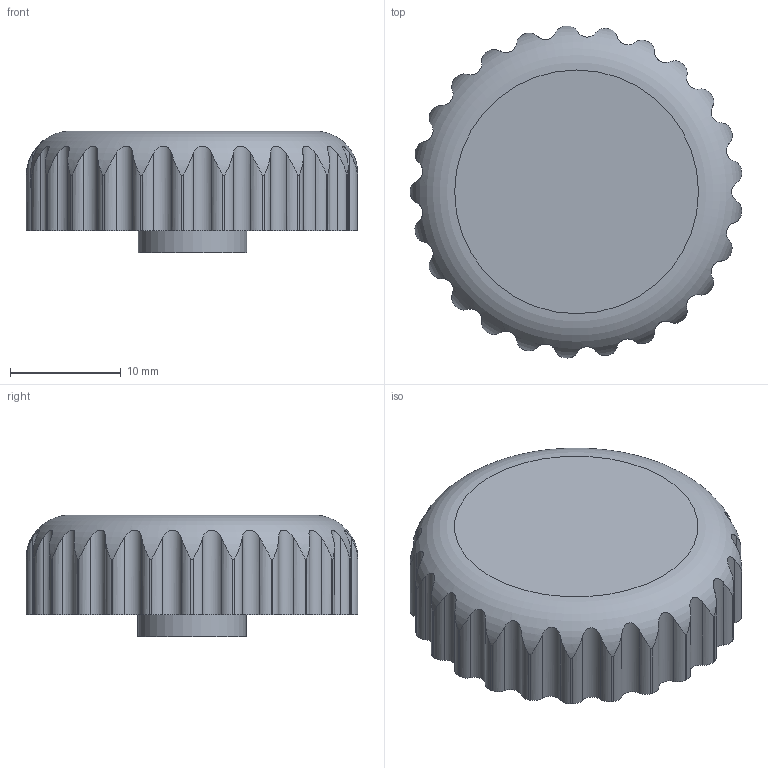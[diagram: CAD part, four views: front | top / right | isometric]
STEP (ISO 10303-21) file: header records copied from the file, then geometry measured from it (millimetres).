
FILE_DESCRIPTION(('FreeCAD Model'),'2;1');
FILE_NAME( 'dial.step', '2017-12-18T11:25:38',('FreeCAD'),('FreeCAD'), 'Open CASCADE STEP processor 7.1','FreeCAD','Unknown');
FILE_SCHEMA(('AUTOMOTIVE_DESIGN { 1 0 10303 214 1 1 1 1 }'));
Length unit declared in the file: millimetre
Products named in the file (2): Open CASCADE STEP translator 7.1 2; Open CASCADE STEP translator 7.1 2.1
Assembly tree (1 placements, depth 2):
  Open CASCADE STEP translator 7.1 2
    Open CASCADE STEP translator 7.1 2.1
Bounding box: 29.9 x 29.95 x 11 mm (x, y, z)
Volume: 5685.5 mm3; surface area: 2376 mm2
Topology: 1 solids, 1 shells, 110 faces, 366 edges, 260 vertices
Faces by surface type: cylinder 103, plane 6, torus 1
Full cylindrical faces by diameter (mm): 9.8 x1
Entity records: 12868 total; most frequent: CARTESIAN_POINT 6434, DIRECTION 998, ORIENTED_EDGE 732, PCURVE 732, DEFINITIONAL_REPRESENTATION 732, LINE 481, VECTOR 481, B_SPLINE_CURVE_WITH_KNOTS 380
